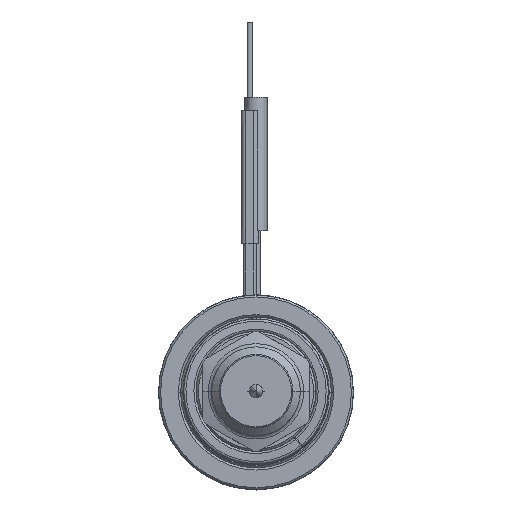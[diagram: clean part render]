
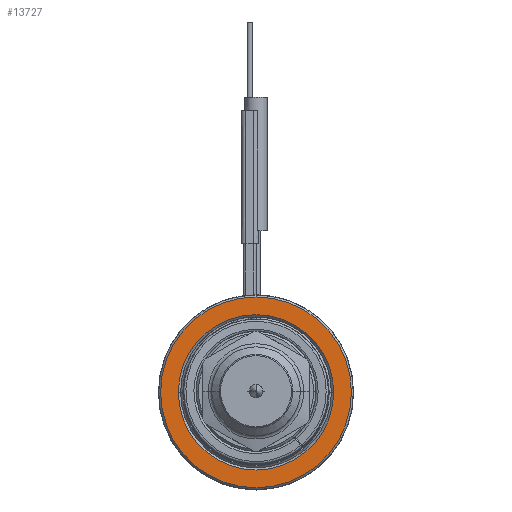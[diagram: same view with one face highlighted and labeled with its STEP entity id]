
A CAD part, top view. The second image highlights one B-rep face of the part: STEP entity #13727.
In plain terms, the highlighted planar face has unit normal (0, 0, 1).
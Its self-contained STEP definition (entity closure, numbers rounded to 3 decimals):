
#4015=CARTESIAN_POINT('',(0.,0.,40.));
#4016=DIRECTION('',(0.,0.,-1.));
#4017=DIRECTION('',(-1.,0.,0.));
#4018=AXIS2_PLACEMENT_3D('',#4015,#4016,#4017);
#4029=CARTESIAN_POINT('',(0.,0.,
40.));
#4030=DIRECTION('',(0.,0.,-1.));
#4031=DIRECTION('',(1.,0.,0.));
#4032=AXIS2_PLACEMENT_3D('',#4029,#4030,#4031);
#4043=CARTESIAN_POINT('',(0.,0.,
40.));
#4044=DIRECTION('',(0.,0.,-1.));
#4045=DIRECTION('',(1.,0.,0.));
#4046=AXIS2_PLACEMENT_3D('',#4043,#4044,#4045);
#4057=CARTESIAN_POINT('',(0.,0.,
40.));
#4058=DIRECTION('',(0.,0.,-1.));
#4059=DIRECTION('',(-1.,0.,0.));
#4060=AXIS2_PLACEMENT_3D('',#4057,#4058,#4059);
#8097=CARTESIAN_POINT('',(21.5,0.,40.));
#8098=CARTESIAN_POINT('',(-21.5,0.,40.));
#8099=VERTEX_POINT('',#8097);
#8100=VERTEX_POINT('',#8098);
#8101=CARTESIAN_POINT('',(17.5,0.,40.));
#8102=CARTESIAN_POINT('',(-17.5,0.,40.));
#8103=VERTEX_POINT('',#8101);
#8104=VERTEX_POINT('',#8102);
#13712=CARTESIAN_POINT('',(0.,0.,40.));
#13713=DIRECTION('',(0.,0.,1.));
#13714=DIRECTION('',(-1.,0.,0.));
#13715=AXIS2_PLACEMENT_3D('',#13712,#13713,#13714);
#13716=PLANE('',#13715);
#13717=ORIENTED_EDGE('',*,*,#13694,.T.);
#13718=ORIENTED_EDGE('',*,*,#13679,.T.);
#13719=EDGE_LOOP('',(#13717,#13718));
#13720=FACE_OUTER_BOUND('',#13719,.F.);
#13722=ORIENTED_EDGE('',*,*,#13721,.F.);
#13724=ORIENTED_EDGE('',*,*,#13723,.F.);
#13725=EDGE_LOOP('',(#13722,#13724));
#13726=FACE_BOUND('',#13725,.F.);
#4019=CIRCLE('',#4018,21.5);
#4033=CIRCLE('',#4032,21.5);
#4047=CIRCLE('',#4046,17.5);
#4061=CIRCLE('',#4060,17.5);
#13679=EDGE_CURVE('',#8100,#8099,#4019,.T.);
#13694=EDGE_CURVE('',#8099,#8100,#4033,.T.);
#13721=EDGE_CURVE('',#8103,#8104,#4047,.T.);
#13723=EDGE_CURVE('',#8104,#8103,#4061,.T.);
#13727=ADVANCED_FACE('',(#13720,#13726),#13716,.T.);
